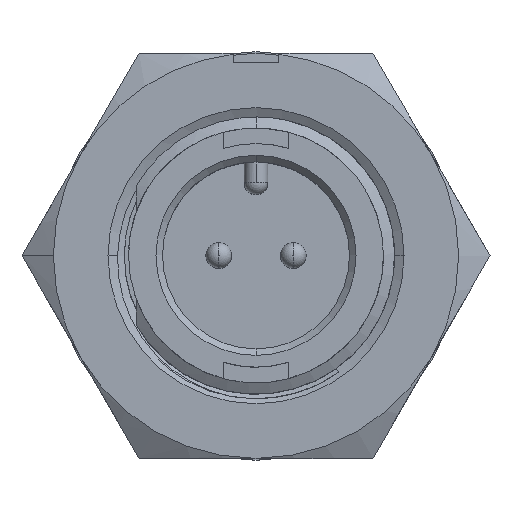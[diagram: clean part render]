
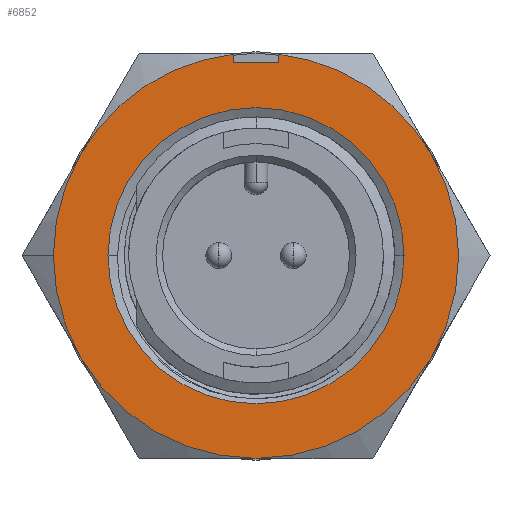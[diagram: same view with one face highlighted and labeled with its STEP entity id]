
A CAD part, top view. The second image highlights one B-rep face of the part: STEP entity #6852.
In plain terms, the highlighted planar face has unit normal (0, 0, 1).
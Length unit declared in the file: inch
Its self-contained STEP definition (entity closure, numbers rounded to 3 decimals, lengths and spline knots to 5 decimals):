
#8 = VERTEX_POINT ( 'NONE', #6165 ) ;
#171 = CIRCLE ( 'NONE', #9127, 0.31 ) ;
#862 = AXIS2_PLACEMENT_3D ( 'NONE', #9267, #3612, #10201 ) ;
#893 = CARTESIAN_POINT ( 'NONE',  ( 0., 0., 0.2909 ) ) ;
#930 = EDGE_CURVE ( 'NONE', #5813, #3709, #10707, .T. ) ;
#961 = DIRECTION ( 'NONE',  ( 0., 0., -1. ) ) ;
#976 = CARTESIAN_POINT ( 'NONE',  ( 0.035, 0.30802, 0.2909 ) ) ;
#1077 = CARTESIAN_POINT ( 'NONE',  ( 0., 0., 0.2909 ) ) ;
#1201 = ORIENTED_EDGE ( 'NONE', *, *, #11827, .T. ) ;
#1409 = CARTESIAN_POINT ( 'NONE',  ( 0., 0., 0.2909 ) ) ;
#1482 = AXIS2_PLACEMENT_3D ( 'NONE', #5283, #11891, #6234 ) ;
#1537 = CARTESIAN_POINT ( 'NONE',  ( -0.26847, 0.155, 0.2909 ) ) ;
#1619 = CARTESIAN_POINT ( 'NONE',  ( 0.035, 0.295, 0.2909 ) ) ;
#1729 = VECTOR ( 'NONE', #5004, 39.37008 ) ;
#1846 = EDGE_CURVE ( 'NONE', #5222, #2177, #11937, .T. ) ;
#1871 = DIRECTION ( 'NONE',  ( 0., 1., 0. ) ) ;
#2050 = DIRECTION ( 'NONE',  ( -1., 0., 0. ) ) ;
#2055 = DIRECTION ( 'NONE',  ( 0., 0., -1. ) ) ;
#2095 = CARTESIAN_POINT ( 'NONE',  ( 0.26847, -0.155, 0.2909 ) ) ;
#2177 = VERTEX_POINT ( 'NONE', #12016 ) ;
#2295 = DIRECTION ( 'NONE',  ( -1., 0., 0. ) ) ;
#2366 = DIRECTION ( 'NONE',  ( -1., 0., 0. ) ) ;
#2398 = EDGE_CURVE ( 'NONE', #11360, #10514, #10433, .T. ) ;
#2519 = AXIS2_PLACEMENT_3D ( 'NONE', #6646, #961, #7586 ) ;
#2525 = ORIENTED_EDGE ( 'NONE', *, *, #5411, .F. ) ;
#2570 = EDGE_CURVE ( 'NONE', #8, #3161, #3354, .T. ) ;
#2785 = ORIENTED_EDGE ( 'NONE', *, *, #1846, .F. ) ;
#2935 = CARTESIAN_POINT ( 'NONE',  ( 0., 0., 0.2909 ) ) ;
#3066 = CARTESIAN_POINT ( 'NONE',  ( 0.2265, 0., 0.2909 ) ) ;
#3155 = VECTOR ( 'NONE', #2295, 39.37008 ) ;
#3161 = VERTEX_POINT ( 'NONE', #2095 ) ;
#3297 = AXIS2_PLACEMENT_3D ( 'NONE', #1409, #8023, #2366 ) ;
#3354 = CIRCLE ( 'NONE', #8223, 0.31 ) ;
#3491 = ORIENTED_EDGE ( 'NONE', *, *, #8970, .F. ) ;
#3612 = DIRECTION ( 'NONE',  ( 0., 0., -1. ) ) ;
#3646 = CIRCLE ( 'NONE', #8876, 0.31 ) ;
#3709 = VERTEX_POINT ( 'NONE', #4493 ) ;
#3867 = DIRECTION ( 'NONE',  ( 1., 0., 0. ) ) ;
#4050 = CARTESIAN_POINT ( 'NONE',  ( 0.035, 0.35188, 0.2909 ) ) ;
#4156 = EDGE_CURVE ( 'NONE', #3709, #5813, #7905, .T. ) ;
#4493 = CARTESIAN_POINT ( 'NONE',  ( -0.2265, 0., 0.2909 ) ) ;
#4602 = VERTEX_POINT ( 'NONE', #11069 ) ;
#4613 = AXIS2_PLACEMENT_3D ( 'NONE', #5822, #2055, #8670 ) ;
#4867 = PLANE ( 'NONE',  #4613 ) ;
#5004 = DIRECTION ( 'NONE',  ( 0., -1., 0. ) ) ;
#5222 = VERTEX_POINT ( 'NONE', #1537 ) ;
#5283 = CARTESIAN_POINT ( 'NONE',  ( 0., 0., 0.2909 ) ) ;
#5287 = CARTESIAN_POINT ( 'NONE',  ( 0., 0., 0.2909 ) ) ;
#5383 = AXIS2_PLACEMENT_3D ( 'NONE', #5437, #12039, #6390 ) ;
#5411 = EDGE_CURVE ( 'NONE', #10514, #5222, #11935, .T. ) ;
#5437 = CARTESIAN_POINT ( 'NONE',  ( 0., 0., 0.2909 ) ) ;
#5556 = VERTEX_POINT ( 'NONE', #976 ) ;
#5630 = CARTESIAN_POINT ( 'NONE',  ( -0.035, 0.35188, 0.2909 ) ) ;
#5774 = ORIENTED_EDGE ( 'NONE', *, *, #9498, .T. ) ;
#5813 = VERTEX_POINT ( 'NONE', #3066 ) ;
#5822 = CARTESIAN_POINT ( 'NONE',  ( 0., -0.62, 0.2909 ) ) ;
#6092 = LINE ( 'NONE', #5630, #11708 ) ;
#6144 = EDGE_CURVE ( 'NONE', #5556, #8, #3646, .T. ) ;
#6165 = CARTESIAN_POINT ( 'NONE',  ( 0.26847, 0.155, 0.2909 ) ) ;
#6234 = DIRECTION ( 'NONE',  ( -1., 0., 0. ) ) ;
#6239 = DIRECTION ( 'NONE',  ( -1., 0., 0. ) ) ;
#6390 = DIRECTION ( 'NONE',  ( 1., 0., 0. ) ) ;
#6467 = LINE ( 'NONE', #4050, #1729 ) ;
#6613 = ORIENTED_EDGE ( 'NONE', *, *, #7803, .T. ) ;
#6646 = CARTESIAN_POINT ( 'NONE',  ( 0., 0., 0.2909 ) ) ;
#6852 = ADVANCED_FACE ( 'NONE', ( #7915, #10118 ), #4867, .F. ) ;
#6859 = ORIENTED_EDGE ( 'NONE', *, *, #2570, .F. ) ;
#7280 = LINE ( 'NONE', #7954, #3155 ) ;
#7526 = DIRECTION ( 'NONE',  ( 0., 0., -1. ) ) ;
#7586 = DIRECTION ( 'NONE',  ( -1., 0., 0. ) ) ;
#7713 = DIRECTION ( 'NONE',  ( 0., 0., -1. ) ) ;
#7803 = EDGE_CURVE ( 'NONE', #5556, #10403, #6467, .T. ) ;
#7905 = CIRCLE ( 'NONE', #5383, 0.2265 ) ;
#7915 = FACE_BOUND ( 'NONE', #10688, .T. ) ;
#7944 = ORIENTED_EDGE ( 'NONE', *, *, #4156, .F. ) ;
#7954 = CARTESIAN_POINT ( 'NONE',  ( -0.035, 0.295, 0.2909 ) ) ;
#8023 = DIRECTION ( 'NONE',  ( 0., 0., -1. ) ) ;
#8083 = VERTEX_POINT ( 'NONE', #9039 ) ;
#8124 = ORIENTED_EDGE ( 'NONE', *, *, #2398, .F. ) ;
#8223 = AXIS2_PLACEMENT_3D ( 'NONE', #1077, #7713, #2050 ) ;
#8670 = DIRECTION ( 'NONE',  ( -1., 0., 0. ) ) ;
#8876 = AXIS2_PLACEMENT_3D ( 'NONE', #5287, #11897, #6239 ) ;
#8970 = EDGE_CURVE ( 'NONE', #4602, #11360, #171, .T. ) ;
#9039 = CARTESIAN_POINT ( 'NONE',  ( -0.035, 0.295, 0.2909 ) ) ;
#9127 = AXIS2_PLACEMENT_3D ( 'NONE', #893, #7526, #1871 ) ;
#9228 = ORIENTED_EDGE ( 'NONE', *, *, #6144, .F. ) ;
#9267 = CARTESIAN_POINT ( 'NONE',  ( 0., 0., 0.2909 ) ) ;
#9498 = EDGE_CURVE ( 'NONE', #10403, #8083, #7280, .T. ) ;
#9514 = DIRECTION ( 'NONE',  ( 0., 0., 1. ) ) ;
#10118 = FACE_OUTER_BOUND ( 'NONE', #10974, .T. ) ;
#10201 = DIRECTION ( 'NONE',  ( -1., 0., 0. ) ) ;
#10325 = DIRECTION ( 'NONE',  ( 0., 1., 0. ) ) ;
#10403 = VERTEX_POINT ( 'NONE', #1619 ) ;
#10433 = CIRCLE ( 'NONE', #2519, 0.31 ) ;
#10514 = VERTEX_POINT ( 'NONE', #11068 ) ;
#10688 = EDGE_LOOP ( 'NONE', ( #12183, #7944 ) ) ;
#10707 = CIRCLE ( 'NONE', #11057, 0.2265 ) ;
#10910 = CARTESIAN_POINT ( 'NONE',  ( -0.26847, -0.155, 0.2909 ) ) ;
#10974 = EDGE_LOOP ( 'NONE', ( #5774, #1201, #2785, #2525, #8124, #3491, #11616, #6859, #9228, #6613 ) ) ;
#11057 = AXIS2_PLACEMENT_3D ( 'NONE', #2935, #9514, #3867 ) ;
#11068 = CARTESIAN_POINT ( 'NONE',  ( -0.31, 0., 0.2909 ) ) ;
#11069 = CARTESIAN_POINT ( 'NONE',  ( 0., -0.31, 0.2909 ) ) ;
#11240 = CIRCLE ( 'NONE', #3297, 0.31 ) ;
#11254 = EDGE_CURVE ( 'NONE', #3161, #4602, #11240, .T. ) ;
#11360 = VERTEX_POINT ( 'NONE', #10910 ) ;
#11616 = ORIENTED_EDGE ( 'NONE', *, *, #11254, .F. ) ;
#11708 = VECTOR ( 'NONE', #10325, 39.37008 ) ;
#11827 = EDGE_CURVE ( 'NONE', #8083, #2177, #6092, .T. ) ;
#11891 = DIRECTION ( 'NONE',  ( 0., 0., -1. ) ) ;
#11897 = DIRECTION ( 'NONE',  ( 0., 0., -1. ) ) ;
#11935 = CIRCLE ( 'NONE', #862, 0.31 ) ;
#11937 = CIRCLE ( 'NONE', #1482, 0.31 ) ;
#12016 = CARTESIAN_POINT ( 'NONE',  ( -0.035, 0.30802, 0.2909 ) ) ;
#12039 = DIRECTION ( 'NONE',  ( 0., 0., 1. ) ) ;
#12183 = ORIENTED_EDGE ( 'NONE', *, *, #930, .F. ) ;
